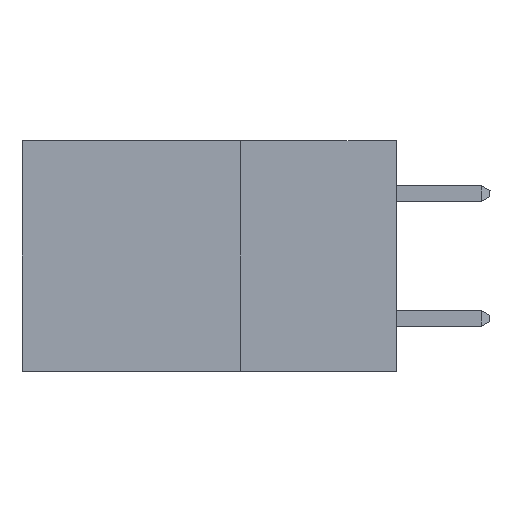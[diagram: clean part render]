
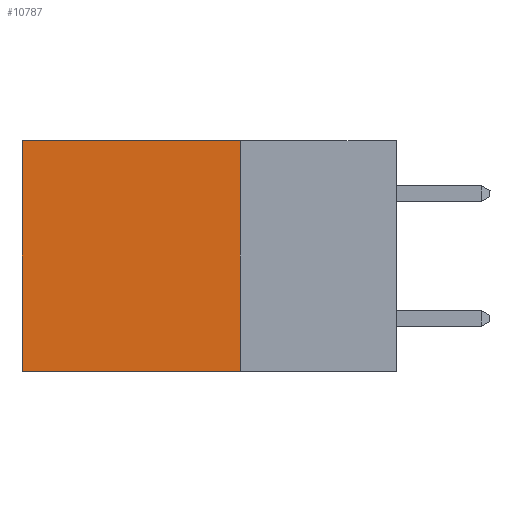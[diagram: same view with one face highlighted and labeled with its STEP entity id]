
A CAD part, left-side view. The second image highlights one B-rep face of the part: STEP entity #10787.
In plain terms, the highlighted planar face has unit normal (-1, 0, 0).
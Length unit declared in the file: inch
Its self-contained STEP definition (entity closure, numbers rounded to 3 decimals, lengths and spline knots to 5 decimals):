
#357 = EDGE_CURVE ( 'NONE', #10770, #1093, #20526, .T. ) ;
#1093 = VERTEX_POINT ( 'NONE', #21023 ) ;
#2740 = LINE ( 'NONE', #11456, #24898 ) ;
#3803 = CARTESIAN_POINT ( 'NONE',  ( 0.298, 0.6, 0. ) ) ;
#4452 = CARTESIAN_POINT ( 'NONE',  ( 0.298, 0.25, -0.37 ) ) ;
#5314 = DIRECTION ( 'NONE',  ( 0., 0., -1. ) ) ;
#6681 = ORIENTED_EDGE ( 'NONE', *, *, #357, .T. ) ;
#7476 = CARTESIAN_POINT ( 'NONE',  ( 0.298, 0.25, 0. ) ) ;
#7923 = EDGE_CURVE ( 'NONE', #8594, #8252, #27039, .T. ) ;
#8252 = VERTEX_POINT ( 'NONE', #13753 ) ;
#8594 = VERTEX_POINT ( 'NONE', #4452 ) ;
#9352 = EDGE_CURVE ( 'NONE', #10770, #8594, #2740, .T. ) ;
#9433 = FACE_OUTER_BOUND ( 'NONE', #10782, .T. ) ;
#10570 = DIRECTION ( 'NONE',  ( 0., 1., 0. ) ) ;
#10770 = VERTEX_POINT ( 'NONE', #7476 ) ;
#10782 = EDGE_LOOP ( 'NONE', ( #11090, #15051, #24848, #6681 ) ) ;
#10787 = ADVANCED_FACE ( 'NONE', ( #9433 ), #14195, .F. ) ;
#11090 = ORIENTED_EDGE ( 'NONE', *, *, #19672, .T. ) ;
#11456 = CARTESIAN_POINT ( 'NONE',  ( 0.298, 0.25, 0. ) ) ;
#13611 = CARTESIAN_POINT ( 'NONE',  ( 0.298, 0.25, 0. ) ) ;
#13678 = DIRECTION ( 'NONE',  ( 0., 0., -1. ) ) ;
#13753 = CARTESIAN_POINT ( 'NONE',  ( 0.298, 0.6, -0.37 ) ) ;
#14195 = PLANE ( 'NONE',  #17771 ) ;
#15051 = ORIENTED_EDGE ( 'NONE', *, *, #7923, .F. ) ;
#15388 = VECTOR ( 'NONE', #10570, 39.37008 ) ;
#16426 = CARTESIAN_POINT ( 'NONE',  ( 0.298, 0.25, 0. ) ) ;
#17393 = LINE ( 'NONE', #3803, #22527 ) ;
#17771 = AXIS2_PLACEMENT_3D ( 'NONE', #16426, #18630, #5314 ) ;
#18630 = DIRECTION ( 'NONE',  ( 1., 0., 0. ) ) ;
#19672 = EDGE_CURVE ( 'NONE', #1093, #8252, #17393, .T. ) ;
#20526 = LINE ( 'NONE', #13611, #26359 ) ;
#21023 = CARTESIAN_POINT ( 'NONE',  ( 0.298, 0.6, 0. ) ) ;
#22527 = VECTOR ( 'NONE', #23752, 39.37008 ) ;
#23752 = DIRECTION ( 'NONE',  ( 0., 0., -1. ) ) ;
#24848 = ORIENTED_EDGE ( 'NONE', *, *, #9352, .F. ) ;
#24898 = VECTOR ( 'NONE', #13678, 39.37008 ) ;
#25970 = CARTESIAN_POINT ( 'NONE',  ( 0.298, 0.25, -0.37 ) ) ;
#26359 = VECTOR ( 'NONE', #28465, 39.37008 ) ;
#27039 = LINE ( 'NONE', #25970, #15388 ) ;
#28465 = DIRECTION ( 'NONE',  ( 0., 1., 0. ) ) ;
